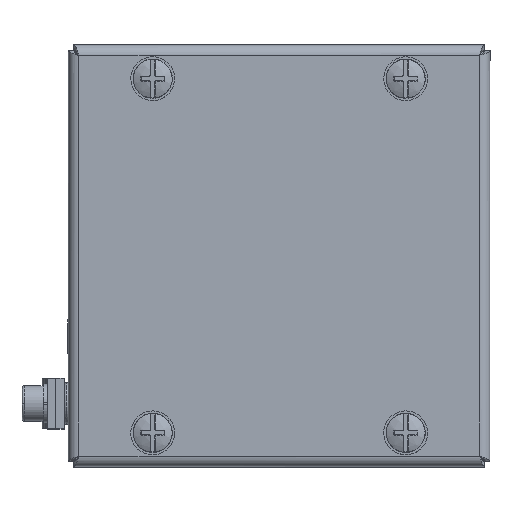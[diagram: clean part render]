
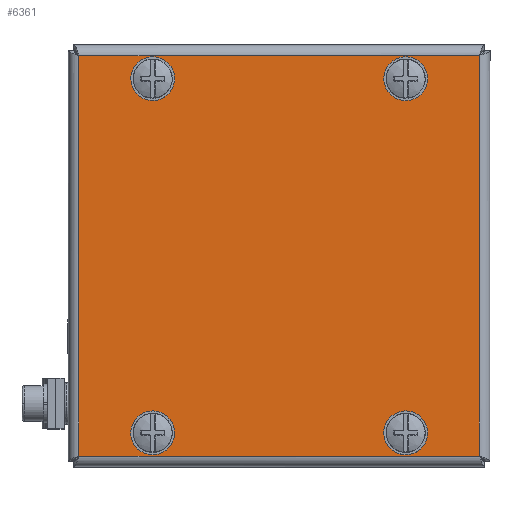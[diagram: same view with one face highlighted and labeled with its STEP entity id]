
A CAD part, top view. The second image highlights one B-rep face of the part: STEP entity #6361.
In plain terms, the highlighted face is planar.
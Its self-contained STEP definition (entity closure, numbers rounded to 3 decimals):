
#36 = CARTESIAN_POINT ( 'NONE',  ( 26., 42., 0. ) ) ;
#163 = CARTESIAN_POINT ( 'NONE',  ( -34., -42., 0. ) ) ;
#489 = CARTESIAN_POINT ( 'NONE',  ( -50., 50., 0. ) ) ;
#702 = ORIENTED_EDGE ( 'NONE', *, *, #818, .F. ) ;
#793 = CARTESIAN_POINT ( 'NONE',  ( -47.5, 47.5, 0. ) ) ;
#818 = EDGE_CURVE ( 'NONE', #13544, #13544, #4405, .T. ) ;
#978 = EDGE_CURVE ( 'NONE', #9130, #7096, #6458, .T. ) ;
#1439 = CARTESIAN_POINT ( 'NONE',  ( -30., -42., 0. ) ) ;
#1607 = CARTESIAN_POINT ( 'NONE',  ( 30., -42., 0. ) ) ;
#1787 = CIRCLE ( 'NONE', #14241, 4. ) ;
#2068 = VECTOR ( 'NONE', #12952, 1000. ) ;
#2432 = FACE_OUTER_BOUND ( 'NONE', #4338, .T. ) ;
#2641 = CIRCLE ( 'NONE', #4309, 4. ) ;
#2714 = CARTESIAN_POINT ( 'NONE',  ( 48.743, -47.5, 0. ) ) ;
#2972 = CARTESIAN_POINT ( 'NONE',  ( -48.743, 47.5, 0. ) ) ;
#3061 = DIRECTION ( 'NONE',  ( 1., 0., 0. ) ) ;
#3812 = EDGE_LOOP ( 'NONE', ( #7404 ) ) ;
#3920 = VERTEX_POINT ( 'NONE', #16255 ) ;
#4309 = AXIS2_PLACEMENT_3D ( 'NONE', #1607, #11840, #3061 ) ;
#4338 = EDGE_LOOP ( 'NONE', ( #16966, #9507, #14478, #4407 ) ) ;
#4405 = CIRCLE ( 'NONE', #17158, 4. ) ;
#4407 = ORIENTED_EDGE ( 'NONE', *, *, #978, .T. ) ;
#4435 = DIRECTION ( 'NONE',  ( 1., 0., 0. ) ) ;
#4484 = ORIENTED_EDGE ( 'NONE', *, *, #4751, .F. ) ;
#4751 = EDGE_CURVE ( 'NONE', #3920, #3920, #1787, .T. ) ;
#5300 = EDGE_CURVE ( 'NONE', #7373, #7373, #15767, .T. ) ;
#5612 = DIRECTION ( 'NONE',  ( -1., 0., 0. ) ) ;
#5923 = LINE ( 'NONE', #2714, #2068 ) ;
#6306 = FACE_BOUND ( 'NONE', #11964, .T. ) ;
#6361 = ADVANCED_FACE ( 'NONE', ( #18067, #10207, #6795, #6306, #2432 ), #8506, .F. ) ;
#6458 = LINE ( 'NONE', #12957, #13349 ) ;
#6482 = ORIENTED_EDGE ( 'NONE', *, *, #16828, .F. ) ;
#6784 = LINE ( 'NONE', #2972, #14123 ) ;
#6795 = FACE_BOUND ( 'NONE', #18861, .T. ) ;
#7096 = VERTEX_POINT ( 'NONE', #9281 ) ;
#7373 = VERTEX_POINT ( 'NONE', #163 ) ;
#7388 = DIRECTION ( 'NONE',  ( 0., 0., -1. ) ) ;
#7404 = ORIENTED_EDGE ( 'NONE', *, *, #5300, .F. ) ;
#8506 = PLANE ( 'NONE',  #18595 ) ;
#9130 = VERTEX_POINT ( 'NONE', #9410 ) ;
#9205 = CARTESIAN_POINT ( 'NONE',  ( -30., 42., 0. ) ) ;
#9268 = VERTEX_POINT ( 'NONE', #16509 ) ;
#9281 = CARTESIAN_POINT ( 'NONE',  ( 47.5, -47.5, 0. ) ) ;
#9410 = CARTESIAN_POINT ( 'NONE',  ( 47.5, 47.5, 0. ) ) ;
#9507 = ORIENTED_EDGE ( 'NONE', *, *, #12205, .T. ) ;
#9816 = DIRECTION ( 'NONE',  ( 0., 1., 0. ) ) ;
#10207 = FACE_BOUND ( 'NONE', #3812, .T. ) ;
#10528 = VERTEX_POINT ( 'NONE', #16516 ) ;
#10719 = AXIS2_PLACEMENT_3D ( 'NONE', #1439, #13410, #5612 ) ;
#10808 = EDGE_CURVE ( 'NONE', #7096, #9268, #5923, .T. ) ;
#11637 = VECTOR ( 'NONE', #9816, 1000. ) ;
#11761 = DIRECTION ( 'NONE',  ( -1., 0., 0. ) ) ;
#11840 = DIRECTION ( 'NONE',  ( 0., 0., -1. ) ) ;
#11964 = EDGE_LOOP ( 'NONE', ( #702 ) ) ;
#12205 = EDGE_CURVE ( 'NONE', #9268, #16093, #16020, .T. ) ;
#12952 = DIRECTION ( 'NONE',  ( -1., 0., 0. ) ) ;
#12957 = CARTESIAN_POINT ( 'NONE',  ( 47.5, 48.743, 0. ) ) ;
#13349 = VECTOR ( 'NONE', #13814, 1000. ) ;
#13410 = DIRECTION ( 'NONE',  ( 0., 0., -1. ) ) ;
#13469 = CARTESIAN_POINT ( 'NONE',  ( 30., 42., 0. ) ) ;
#13544 = VERTEX_POINT ( 'NONE', #36 ) ;
#13735 = DIRECTION ( 'NONE',  ( 0., 0., -1. ) ) ;
#13814 = DIRECTION ( 'NONE',  ( 0., -1., 0. ) ) ;
#14123 = VECTOR ( 'NONE', #4435, 1000. ) ;
#14241 = AXIS2_PLACEMENT_3D ( 'NONE', #9205, #7388, #17539 ) ;
#14478 = ORIENTED_EDGE ( 'NONE', *, *, #15906, .T. ) ;
#15120 = DIRECTION ( 'NONE',  ( 1., 0., 0. ) ) ;
#15767 = CIRCLE ( 'NONE', #10719, 4. ) ;
#15906 = EDGE_CURVE ( 'NONE', #16093, #9130, #6784, .T. ) ;
#16020 = LINE ( 'NONE', #18668, #11637 ) ;
#16093 = VERTEX_POINT ( 'NONE', #793 ) ;
#16255 = CARTESIAN_POINT ( 'NONE',  ( -26., 42., 0. ) ) ;
#16509 = CARTESIAN_POINT ( 'NONE',  ( -47.5, -47.5, 0. ) ) ;
#16516 = CARTESIAN_POINT ( 'NONE',  ( 34., -42., 0. ) ) ;
#16828 = EDGE_CURVE ( 'NONE', #10528, #10528, #2641, .T. ) ;
#16966 = ORIENTED_EDGE ( 'NONE', *, *, #10808, .T. ) ;
#17124 = DIRECTION ( 'NONE',  ( 0., 0., 1. ) ) ;
#17158 = AXIS2_PLACEMENT_3D ( 'NONE', #13469, #13735, #11761 ) ;
#17539 = DIRECTION ( 'NONE',  ( 1., 0., 0. ) ) ;
#17877 = EDGE_LOOP ( 'NONE', ( #6482 ) ) ;
#18067 = FACE_BOUND ( 'NONE', #17877, .T. ) ;
#18595 = AXIS2_PLACEMENT_3D ( 'NONE', #489, #17124, #15120 ) ;
#18668 = CARTESIAN_POINT ( 'NONE',  ( -47.5, -48.743, 0. ) ) ;
#18861 = EDGE_LOOP ( 'NONE', ( #4484 ) ) ;
